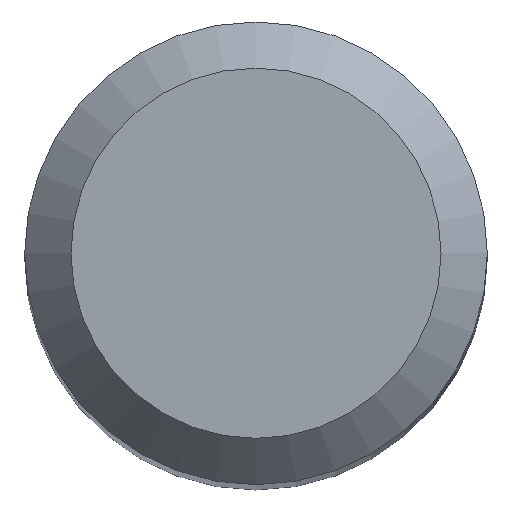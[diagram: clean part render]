
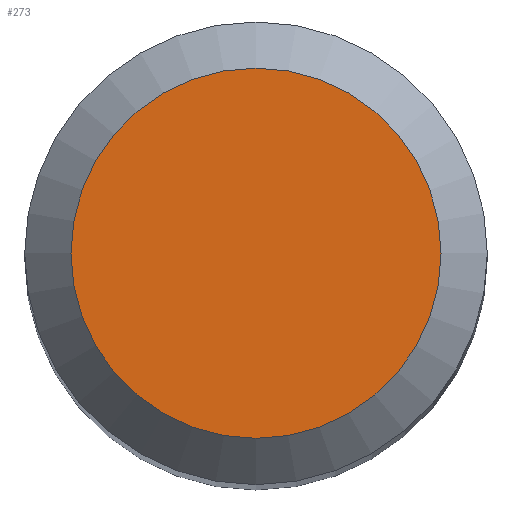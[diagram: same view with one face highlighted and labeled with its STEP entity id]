
A CAD part, top view. The second image highlights one B-rep face of the part: STEP entity #273.
In plain terms, the highlighted planar face has unit normal (0, 0, 1).
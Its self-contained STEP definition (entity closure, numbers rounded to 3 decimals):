
#20 = EDGE_LOOP ( 'NONE', ( #317 ) ) ;
#60 = DIRECTION ( 'NONE',  ( 0., 1., 0. ) ) ;
#76 = CARTESIAN_POINT ( 'NONE',  ( 0., 2.4, 55. ) ) ;
#84 = CIRCLE ( 'NONE', #287, 2.4 ) ;
#91 = DIRECTION ( 'NONE',  ( 0., 0., -1. ) ) ;
#103 = EDGE_CURVE ( 'NONE', #137, #137, #84, .T. ) ;
#137 = VERTEX_POINT ( 'NONE', #76 ) ;
#143 = CARTESIAN_POINT ( 'NONE',  ( 0., 0., 55. ) ) ;
#149 = CARTESIAN_POINT ( 'NONE',  ( 0., 0., 55. ) ) ;
#182 = FACE_OUTER_BOUND ( 'NONE', #20, .T. ) ;
#215 = DIRECTION ( 'NONE',  ( 0., 1., 0. ) ) ;
#243 = DIRECTION ( 'NONE',  ( 0., 0., -1. ) ) ;
#253 = AXIS2_PLACEMENT_3D ( 'NONE', #149, #243, #215 ) ;
#273 = ADVANCED_FACE ( 'NONE', ( #182 ), #319, .F. ) ;
#287 = AXIS2_PLACEMENT_3D ( 'NONE', #143, #91, #60 ) ;
#317 = ORIENTED_EDGE ( 'NONE', *, *, #103, .F. ) ;
#319 = PLANE ( 'NONE',  #253 ) ;
